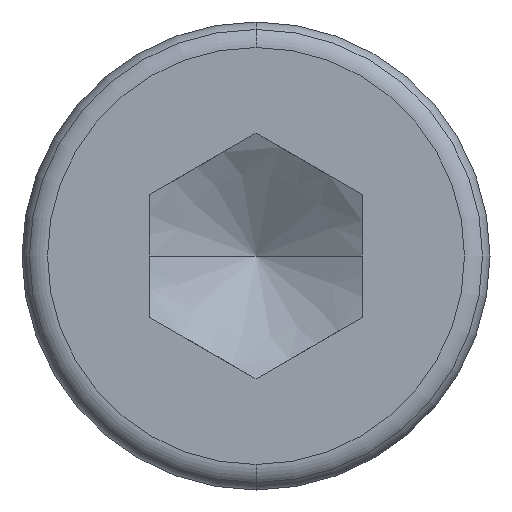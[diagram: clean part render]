
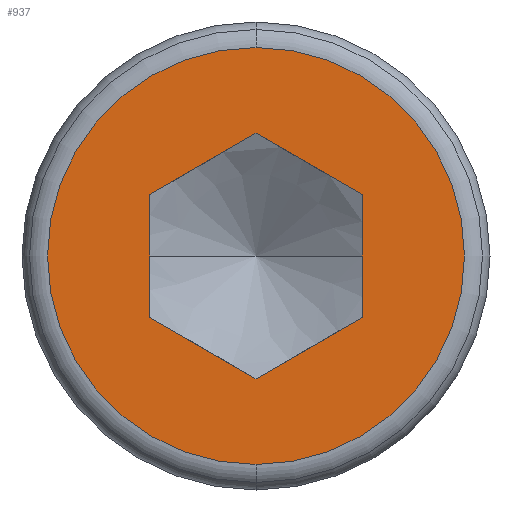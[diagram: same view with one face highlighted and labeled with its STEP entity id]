
A CAD part, left-side view. The second image highlights one B-rep face of the part: STEP entity #937.
In plain terms, the highlighted planar face has unit normal (-1, 0, 0).
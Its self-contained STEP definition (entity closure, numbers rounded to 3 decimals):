
#374=DIRECTION('',(0.,0.,1.));
#375=VECTOR('',#374,1.443);
#376=CARTESIAN_POINT('',(-3.,1.25,-0.722));
#377=LINE('',#376,#375);
#381=DIRECTION('',(0.,0.866,0.5));
#382=VECTOR('',#381,1.443);
#383=CARTESIAN_POINT('',(-3.,0.,-1.443));
#384=LINE('',#383,#382);
#388=DIRECTION('',(0.,0.866,-0.5));
#389=VECTOR('',#388,1.443);
#390=CARTESIAN_POINT('',(-3.,-1.25,-0.722));
#391=LINE('',#390,#389);
#395=DIRECTION('',(0.,0.,-1.));
#396=VECTOR('',#395,1.443);
#397=CARTESIAN_POINT('',(-3.,-1.25,0.722));
#398=LINE('',#397,#396);
#402=DIRECTION('',(0.,-0.866,-0.5));
#403=VECTOR('',#402,1.443);
#404=CARTESIAN_POINT('',(-3.,0.,1.443));
#405=LINE('',#404,#403);
#409=DIRECTION('',(0.,-0.866,0.5));
#410=VECTOR('',#409,1.443);
#411=CARTESIAN_POINT('',(-3.,1.25,0.722));
#412=LINE('',#411,#410);
#416=CARTESIAN_POINT('',(-3.,0.,0.));
#417=DIRECTION('',(-1.,0.,0.));
#418=DIRECTION('',(0.,-1.,0.));
#419=AXIS2_PLACEMENT_3D('',#416,#417,#418);
#424=CARTESIAN_POINT('',(-3.,0.,0.));
#425=DIRECTION('',(-1.,0.,0.));
#426=DIRECTION('',(0.,0.,-1.));
#427=AXIS2_PLACEMENT_3D('',#424,#425,#426);
#432=CARTESIAN_POINT('',(-3.,0.,0.));
#433=DIRECTION('',(-1.,0.,0.));
#434=DIRECTION('',(0.,1.,0.));
#435=AXIS2_PLACEMENT_3D('',#432,#433,#434);
#440=CARTESIAN_POINT('',(-3.,0.,0.));
#441=DIRECTION('',(-1.,0.,0.));
#442=DIRECTION('',(0.,0.,1.));
#443=AXIS2_PLACEMENT_3D('',#440,#441,#442);
#620=CARTESIAN_POINT('',(-3.,1.25,-0.722));
#621=CARTESIAN_POINT('',(-3.,1.25,0.722));
#622=VERTEX_POINT('',#620);
#623=VERTEX_POINT('',#621);
#624=CARTESIAN_POINT('',(-3.,0.,1.443));
#625=VERTEX_POINT('',#624);
#626=CARTESIAN_POINT('',(-3.,0.,-1.443));
#627=VERTEX_POINT('',#626);
#628=CARTESIAN_POINT('',(-3.,-1.25,0.722));
#629=VERTEX_POINT('',#628);
#630=CARTESIAN_POINT('',(-3.,-1.25,-0.722));
#631=VERTEX_POINT('',#630);
#672=CARTESIAN_POINT('',(-3.,0.,-2.45));
#674=VERTEX_POINT('',#672);
#678=CARTESIAN_POINT('',(-3.,0.,2.45));
#679=VERTEX_POINT('',#678);
#684=CARTESIAN_POINT('',(-3.,2.45,0.));
#685=VERTEX_POINT('',#684);
#686=CARTESIAN_POINT('',(-3.,-2.45,0.));
#687=VERTEX_POINT('',#686);
#910=CARTESIAN_POINT('',(-3.,2.097,0.));
#911=DIRECTION('',(-1.,0.,0.));
#912=DIRECTION('',(0.,0.,1.));
#913=AXIS2_PLACEMENT_3D('',#910,#911,#912);
#914=PLANE('',#913);
#915=ORIENTED_EDGE('',*,*,#900,.F.);
#916=ORIENTED_EDGE('',*,*,#898,.F.);
#918=ORIENTED_EDGE('',*,*,#917,.F.);
#920=ORIENTED_EDGE('',*,*,#919,.F.);
#921=EDGE_LOOP('',(#915,#916,#918,#920));
#922=FACE_OUTER_BOUND('',#921,.F.);
#924=ORIENTED_EDGE('',*,*,#923,.F.);
#926=ORIENTED_EDGE('',*,*,#925,.F.);
#928=ORIENTED_EDGE('',*,*,#927,.F.);
#930=ORIENTED_EDGE('',*,*,#929,.F.);
#932=ORIENTED_EDGE('',*,*,#931,.F.);
#934=ORIENTED_EDGE('',*,*,#933,.F.);
#935=EDGE_LOOP('',(#924,#926,#928,#930,#932,#934));
#936=FACE_BOUND('',#935,.F.);
#420=CIRCLE('',#419,2.45);
#428=CIRCLE('',#427,2.45);
#436=CIRCLE('',#435,2.45);
#444=CIRCLE('',#443,2.45);
#898=EDGE_CURVE('',#674,#687,#428,.T.);
#900=EDGE_CURVE('',#687,#679,#420,.T.);
#917=EDGE_CURVE('',#685,#674,#436,.T.);
#919=EDGE_CURVE('',#679,#685,#444,.T.);
#923=EDGE_CURVE('',#622,#623,#377,.T.);
#925=EDGE_CURVE('',#627,#622,#384,.T.);
#927=EDGE_CURVE('',#631,#627,#391,.T.);
#929=EDGE_CURVE('',#629,#631,#398,.T.);
#931=EDGE_CURVE('',#625,#629,#405,.T.);
#933=EDGE_CURVE('',#623,#625,#412,.T.);
#937=ADVANCED_FACE('',(#922,#936),#914,.T.);
